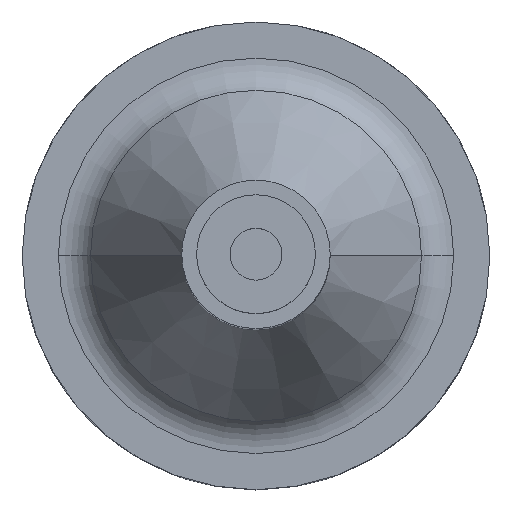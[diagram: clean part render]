
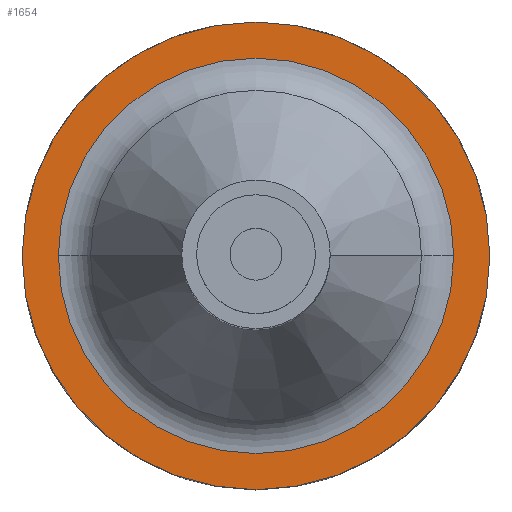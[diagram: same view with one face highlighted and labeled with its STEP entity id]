
A CAD part, top view. The second image highlights one B-rep face of the part: STEP entity #1654.
In plain terms, the highlighted planar face has unit normal (0, 0, 1).
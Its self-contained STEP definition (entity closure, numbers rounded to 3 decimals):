
#108 = EDGE_CURVE ( 'NONE', #591, #905, #880, .T. ) ;
#172 = EDGE_LOOP ( 'NONE', ( #1542, #2184 ) ) ;
#580 = CIRCLE ( 'NONE', #2492, 26.628 ) ;
#591 = VERTEX_POINT ( 'NONE', #3580 ) ;
#689 = AXIS2_PLACEMENT_3D ( 'NONE', #4186, #4584, #1835 ) ;
#764 = CARTESIAN_POINT ( 'NONE',  ( 0., 0., 22. ) ) ;
#880 = CIRCLE ( 'NONE', #689, 31.5 ) ;
#905 = VERTEX_POINT ( 'NONE', #4218 ) ;
#946 = DIRECTION ( 'NONE',  ( 0., 0., 1. ) ) ;
#1028 = CIRCLE ( 'NONE', #1155, 26.628 ) ;
#1155 = AXIS2_PLACEMENT_3D ( 'NONE', #764, #3507, #1158 ) ;
#1158 = DIRECTION ( 'NONE',  ( -1., 0., 0. ) ) ;
#1206 = CARTESIAN_POINT ( 'NONE',  ( 0., 0., 22. ) ) ;
#1308 = EDGE_CURVE ( 'NONE', #2915, #3016, #580, .T. ) ;
#1542 = ORIENTED_EDGE ( 'NONE', *, *, #3841, .T. ) ;
#1596 = DIRECTION ( 'NONE',  ( -1., 0., 0. ) ) ;
#1614 = AXIS2_PLACEMENT_3D ( 'NONE', #2017, #1639, #2826 ) ;
#1639 = DIRECTION ( 'NONE',  ( 0., 0., -1. ) ) ;
#1654 = ADVANCED_FACE ( 'NONE', ( #4458, #3287 ), #2423, .F. ) ;
#1719 = CARTESIAN_POINT ( 'NONE',  ( -26.628, 0., 22. ) ) ;
#1835 = DIRECTION ( 'NONE',  ( 1., 0., 0. ) ) ;
#1986 = ORIENTED_EDGE ( 'NONE', *, *, #1308, .T. ) ;
#2017 = CARTESIAN_POINT ( 'NONE',  ( 0., 0., 22. ) ) ;
#2184 = ORIENTED_EDGE ( 'NONE', *, *, #108, .T. ) ;
#2314 = EDGE_CURVE ( 'NONE', #3016, #2915, #1028, .T. ) ;
#2423 = PLANE ( 'NONE',  #1614 ) ;
#2492 = AXIS2_PLACEMENT_3D ( 'NONE', #1206, #3953, #1596 ) ;
#2713 = AXIS2_PLACEMENT_3D ( 'NONE', #3288, #946, #3695 ) ;
#2826 = DIRECTION ( 'NONE',  ( -1., 0., 0. ) ) ;
#2915 = VERTEX_POINT ( 'NONE', #4872 ) ;
#3016 = VERTEX_POINT ( 'NONE', #1719 ) ;
#3287 = FACE_OUTER_BOUND ( 'NONE', #172, .T. ) ;
#3288 = CARTESIAN_POINT ( 'NONE',  ( 0., 0., 22. ) ) ;
#3507 = DIRECTION ( 'NONE',  ( 0., 0., -1. ) ) ;
#3580 = CARTESIAN_POINT ( 'NONE',  ( -31.5, 0., 22. ) ) ;
#3582 = ORIENTED_EDGE ( 'NONE', *, *, #2314, .T. ) ;
#3695 = DIRECTION ( 'NONE',  ( 1., 0., 0. ) ) ;
#3841 = EDGE_CURVE ( 'NONE', #905, #591, #4039, .T. ) ;
#3849 = EDGE_LOOP ( 'NONE', ( #3582, #1986 ) ) ;
#3953 = DIRECTION ( 'NONE',  ( 0., 0., -1. ) ) ;
#4039 = CIRCLE ( 'NONE', #2713, 31.5 ) ;
#4186 = CARTESIAN_POINT ( 'NONE',  ( 0., 0., 22. ) ) ;
#4218 = CARTESIAN_POINT ( 'NONE',  ( 31.5, 0., 22. ) ) ;
#4458 = FACE_BOUND ( 'NONE', #3849, .T. ) ;
#4584 = DIRECTION ( 'NONE',  ( 0., 0., 1. ) ) ;
#4872 = CARTESIAN_POINT ( 'NONE',  ( 26.628, 0., 22. ) ) ;
